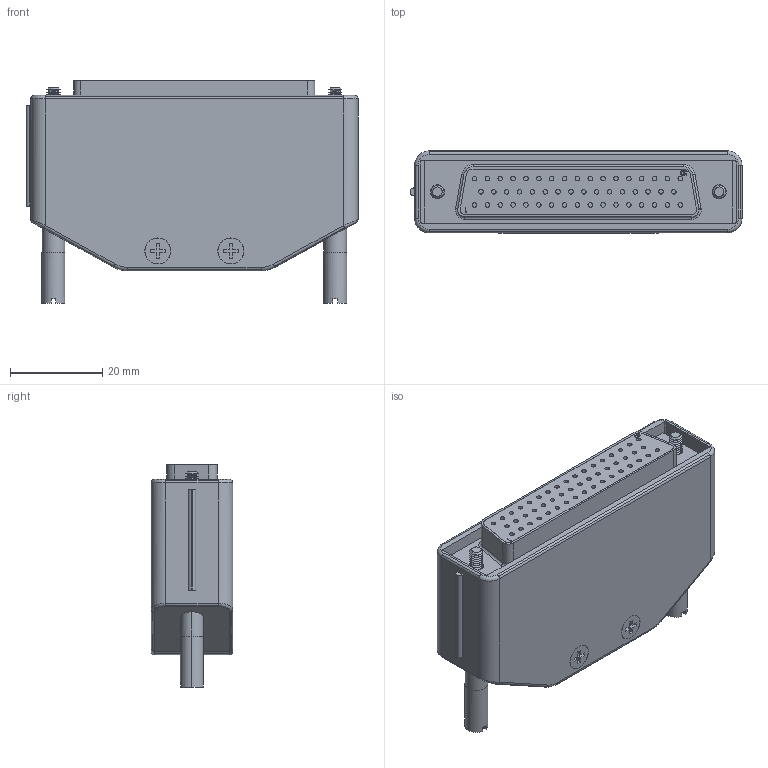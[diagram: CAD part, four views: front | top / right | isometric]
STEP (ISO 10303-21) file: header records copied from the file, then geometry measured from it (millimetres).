
FILE_DESCRIPTION (( 'STEP AP203' ), '1' );
FILE_NAME ('A2711-1.STEP', '2022-10-11T19:28:29', ( '' ), ( '' ), 'SwSTEP 2.0', 'SolidWorks 2022', '' );
FILE_SCHEMA (( 'CONFIG_CONTROL_DESIGN' ));
Length unit declared in the file: inch
Products named in the file (1): A2711-1
Bounding box: 72.14 x 17.81 x 48.37 mm (x, y, z)
Volume: 44968.5 mm3; surface area: 11430.5 mm2
Topology: 1 solids, 3 shells, 483 faces, 1069 edges, 663 vertices
Faces by surface type: cylinder 218, plane 147, cone 84, bspline 21, torus 13
Entity records: 15565 total; most frequent: CARTESIAN_POINT 4584, DIRECTION 2419, ORIENTED_EDGE 2138, EDGE_CURVE 1069, AXIS2_PLACEMENT_3D 949, VERTEX_POINT 663, EDGE_LOOP 554, VECTOR 521
